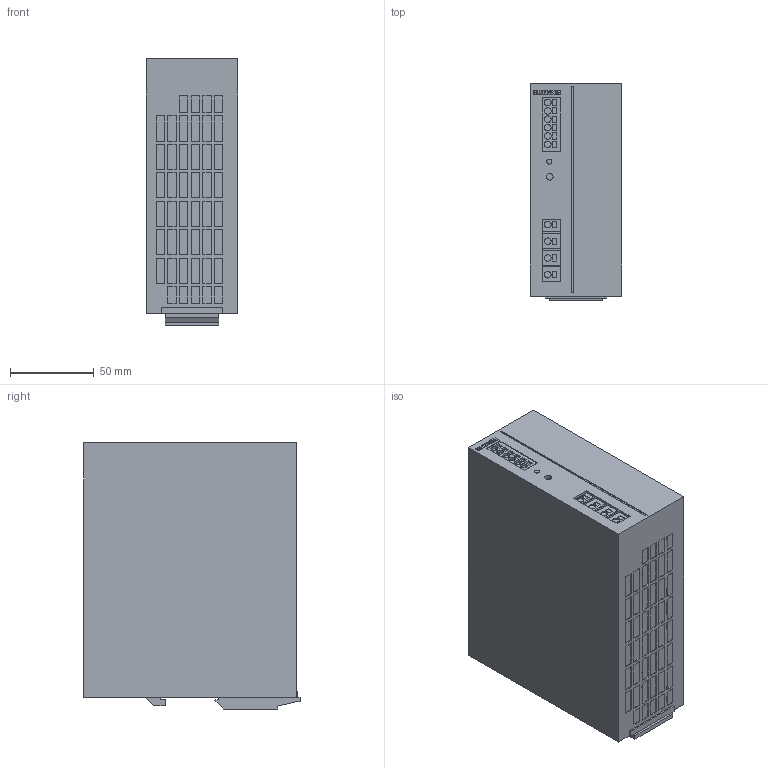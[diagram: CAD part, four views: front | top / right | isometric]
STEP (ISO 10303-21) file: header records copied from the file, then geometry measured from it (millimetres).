
FILE_DESCRIPTION (( 'STEP AP214' ), '1' );
FILE_NAME ('215973.STEP', '2020-12-02T08:48:36', ( '' ), ( '' ), 'SwSTEP 2.0', 'SolidWorks 2018', '' );
FILE_SCHEMA (( 'AUTOMOTIVE_DESIGN' ));
Length unit declared in the file: millimetre
Products named in the file (1): 215973
Bounding box: 55 x 129.3 x 159.1 mm (x, y, z)
Volume: 1068548.9 mm3; surface area: 73284.4 mm2
Topology: 1 solids, 1 shells, 789 faces, 1972 edges, 1314 vertices
Faces by surface type: plane 763, cylinder 26
Entity records: 23096 total; most frequent: CARTESIAN_POINT 4076, ORIENTED_EDGE 3944, DIRECTION 3604, EDGE_CURVE 1972, LINE 1920, VECTOR 1920, VERTEX_POINT 1314, EDGE_LOOP 918
